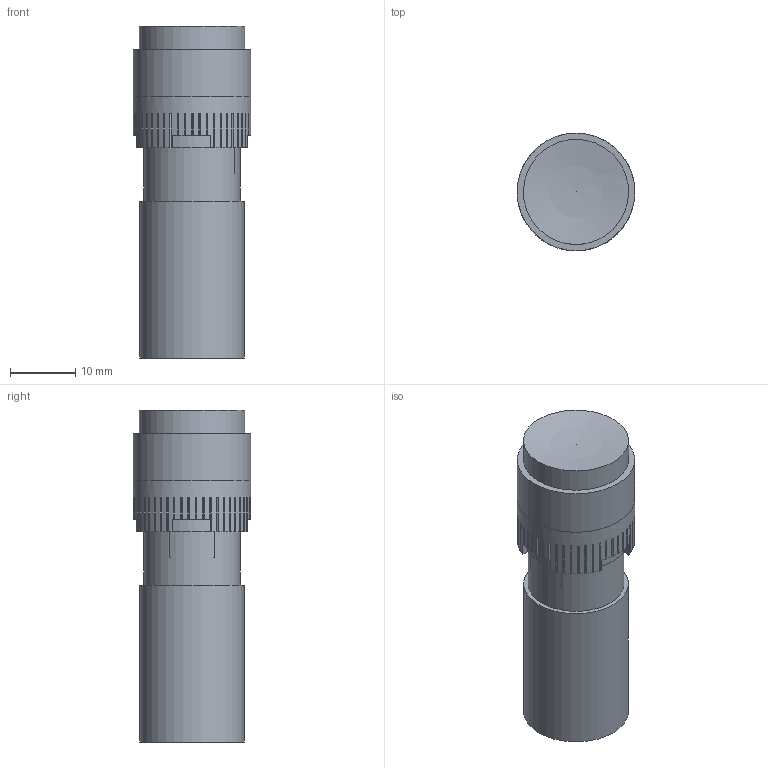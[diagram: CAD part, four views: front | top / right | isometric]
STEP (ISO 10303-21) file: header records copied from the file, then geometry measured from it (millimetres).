
FILE_DESCRIPTION(/* description */ (''),/* implementation_level */ '2;1');
FILE_NAME(/* name */ 'P16xxR11xxx.stp',/* time_stamp */ '2025-05-27T13:50:34-05:00',/* author */ ('mroman'),/* organization */ (''),/* preprocessor_version */ 'ST-DEVELOPER v18.1',/* originating_system */ 'Autodesk Inventor 2022',/* authorisation */ '');
FILE_SCHEMA (('AUTOMOTIVE_DESIGN { 1 0 10303 214 3 1 1 }'));
Length unit declared in the file: centimetre
Products named in the file (1): P16xxR11xxx
Bounding box: 18 x 18 x 50.8 mm (x, y, z)
Volume: 6865.7 mm3; surface area: 8816 mm2
Topology: 1 solids, 3 shells, 430 faces, 1219 edges, 807 vertices
Faces by surface type: plane 382, cylinder 46, sphere 1, cone 1
Full cylindrical faces by diameter (mm): 3.1 x2, 8.4 x1, 14.4 x1, 14.524 x1, 14.7 x3, 16 x1, 16.1 x2, 18 x2
Entity records: 13944 total; most frequent: CARTESIAN_POINT 2494, ORIENTED_EDGE 2436, DIRECTION 2299, EDGE_CURVE 1218, LINE 991, VECTOR 991, VERTEX_POINT 807, AXIS2_PLACEMENT_3D 654
